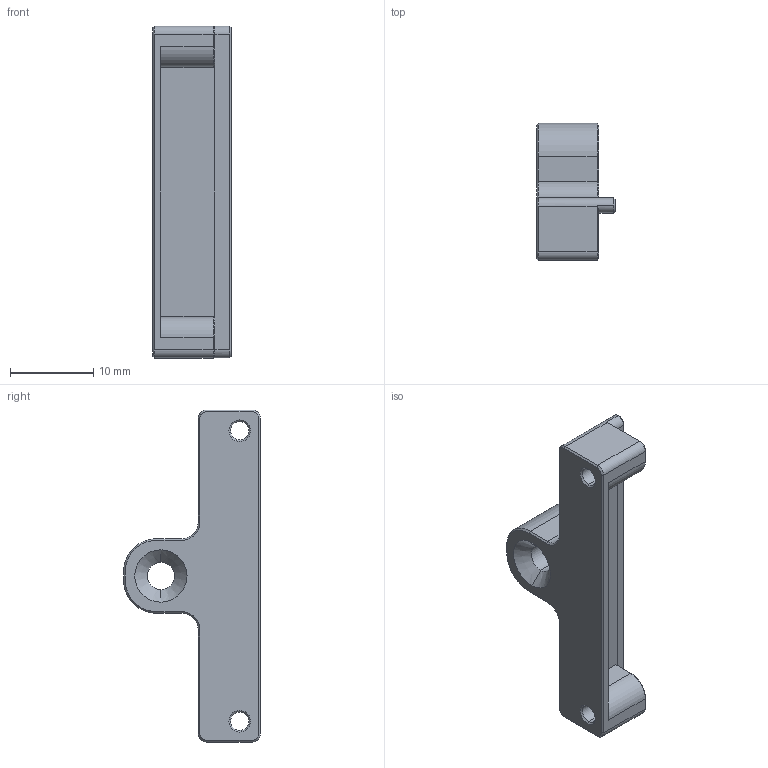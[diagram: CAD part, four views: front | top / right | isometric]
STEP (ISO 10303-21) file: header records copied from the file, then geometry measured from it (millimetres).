
FILE_DESCRIPTION (( 'STEP AP203' ), '1' );
FILE_NAME ('4010瑞圮假蚾殤1.STEP', '2021-08-04T04:27:08', ( '' ), ( '' ), 'SwSTEP 2.0', 'SolidWorks 2018', '' );
FILE_SCHEMA (( 'CONFIG_CONTROL_DESIGN' ));
Length unit declared in the file: millimetre
Products named in the file (1): 4010瑞圮假蚾殤1
Bounding box: 9.5 x 16.5 x 40 mm (x, y, z)
Volume: 1820.3 mm3; surface area: 1871 mm2
Topology: 1 solids, 1 shells, 87 faces, 205 edges, 120 vertices
Faces by surface type: plane 35, cone 34, cylinder 18
Entity records: 2544 total; most frequent: DIRECTION 443, CARTESIAN_POINT 437, ORIENTED_EDGE 410, EDGE_CURVE 205, AXIS2_PLACEMENT_3D 158, VECTOR 127, LINE 127, VERTEX_POINT 120
